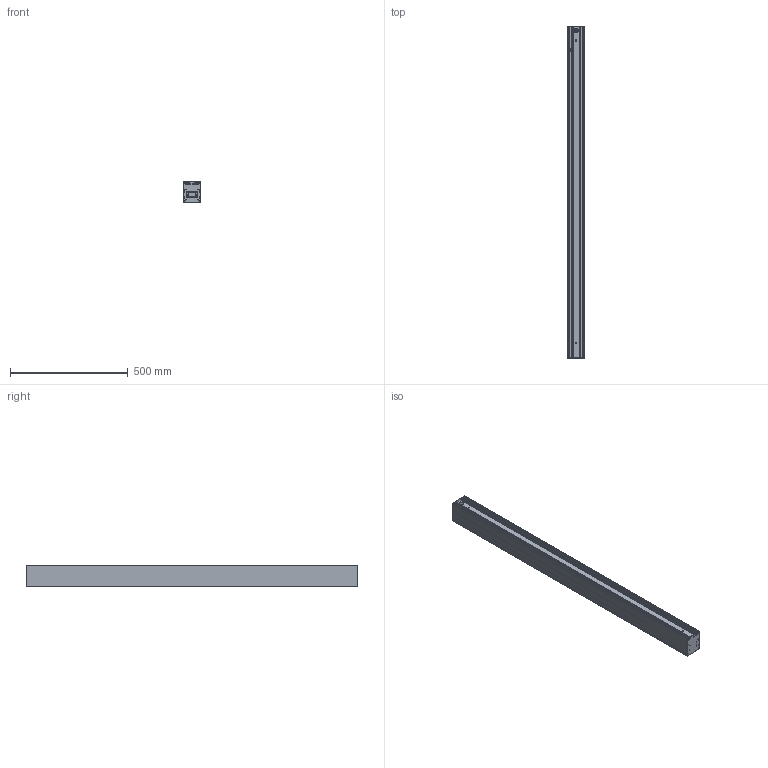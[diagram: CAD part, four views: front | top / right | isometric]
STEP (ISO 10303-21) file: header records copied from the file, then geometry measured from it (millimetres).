
FILE_DESCRIPTION(/* description */ ('This is a sample STEP configuration'),/* implementation_level */ '2;1');
FILE_NAME(/* name */ '728-102053xxxxxx SIMPLE.ipt_Rev_00.1.stp',/* time_stamp */ '2023-03-31T07:04:03+02:00',/* author */ ('powerJobs'),/* organization */ ('coolOrange'),/* preprocessor_version */ 'ST-DEVELOPER v19.2',/* originating_system */ 'Autodesk Inventor 2023',/* authorisation */ '');
FILE_SCHEMA (('AUTOMOTIVE_DESIGN { 1 0 10303 214 3 1 1 }'));
Length unit declared in the file: millimetre
Products named in the file (1): ENG000025885
Bounding box: 76 x 1411 x 90 mm (x, y, z)
Volume: 1763515.6 mm3; surface area: 1956702.1 mm2
Topology: 7 solids, 7 shells, 772 faces, 2295 edges, 1527 vertices
Faces by surface type: cylinder 392, plane 375, cone 5
Full cylindrical faces by diameter (mm): 2.7 x2, 3.2 x5, 5.2 x2, 12 x1, 19 x1
Entity records: 27555 total; most frequent: CARTESIAN_POINT 6369, ORIENTED_EDGE 4590, DIRECTION 4412, EDGE_CURVE 2295, VERTEX_POINT 1527, AXIS2_PLACEMENT_3D 1514, LINE 1384, VECTOR 1384
